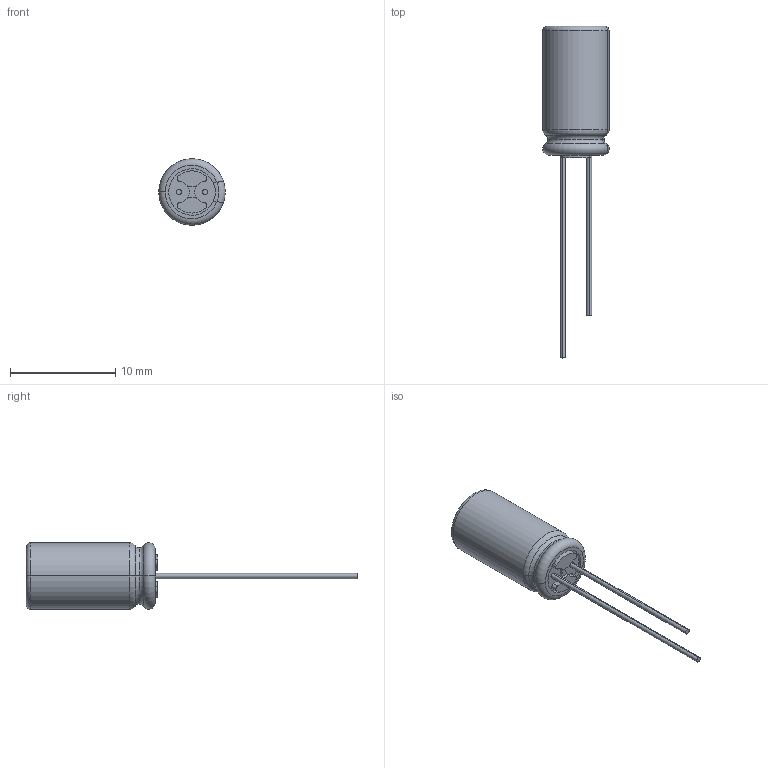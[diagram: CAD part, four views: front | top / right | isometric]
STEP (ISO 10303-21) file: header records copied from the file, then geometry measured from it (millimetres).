
FILE_DESCRIPTION (( 'STEP AP214' ), '1' );
FILE_NAME ('35ZLQ120MEFC6.3X11.STEP', '2024-05-01T17:01:43', ( 'LENOVO' ), ( '' ), 'SwSTEP 2.0', 'SolidWorks 2021', '' );
FILE_SCHEMA (( 'AUTOMOTIVE_DESIGN' ));
Length unit declared in the file: millimetre
Products named in the file (1): 35ZLQ120MEFC6.3X11
Bounding box: 6.3 x 31.5 x 6.3 mm (x, y, z)
Volume: 376.1 mm3; surface area: 457.1 mm2
Topology: 4 solids, 4 shells, 58 faces, 138 edges, 89 vertices
Faces by surface type: cylinder 24, plane 19, torus 15
Entity records: 1838 total; most frequent: CARTESIAN_POINT 390, DIRECTION 308, ORIENTED_EDGE 276, EDGE_CURVE 138, AXIS2_PLACEMENT_3D 131, VERTEX_POINT 89, CIRCLE 72, EDGE_LOOP 59
